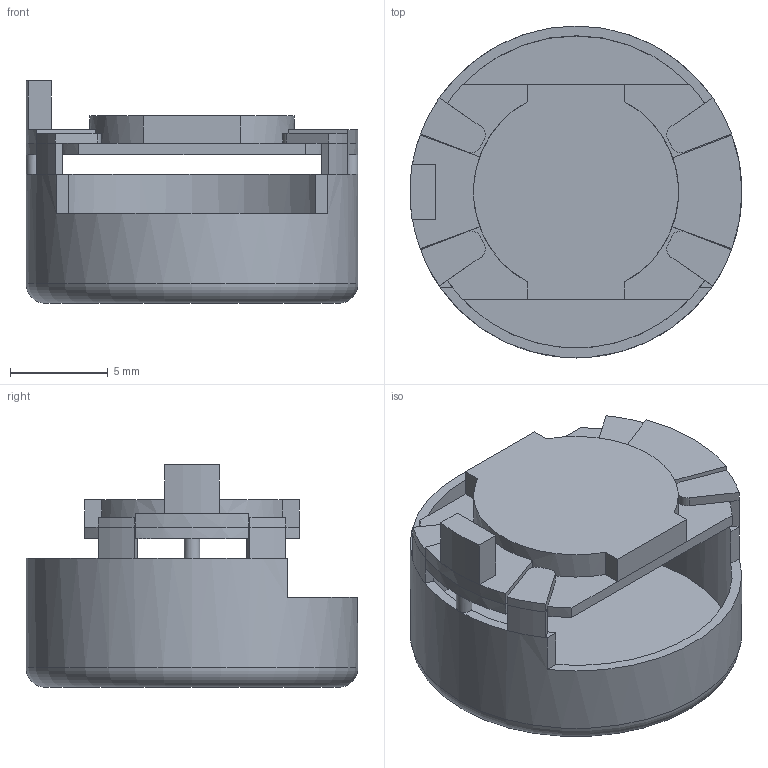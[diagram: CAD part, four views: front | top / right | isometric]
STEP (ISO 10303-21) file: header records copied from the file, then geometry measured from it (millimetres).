
FILE_DESCRIPTION(('FreeCAD Model'),'2;1');
FILE_NAME('RV16AF_01_Body.step','2019-06-15T19:51:35',(''),('') ,'Open CASCADE STEP processor 7.3','FreeCAD','Unknown');
FILE_SCHEMA(('AUTOMOTIVE_DESIGN { 1 0 10303 214 1 1 1 1 }'));
Length unit declared in the file: millimetre
Products named in the file (1): Housing
Bounding box: 17 x 17 x 11.4 mm (x, y, z)
Volume: 442.1 mm3; surface area: 1562.8 mm2
Topology: 1 solids, 1 shells, 109 faces, 286 edges, 170 vertices
Faces by surface type: plane 68, cylinder 40, torus 1
Full cylindrical faces by diameter (mm): 0.8 x2, 10 x1, 16 x1, 17 x1
Entity records: 3360 total; most frequent: DIRECTION 617, ORIENTED_EDGE 572, CARTESIAN_POINT 566, EDGE_CURVE 286, AXIS2_PLACEMENT_3D 221, LINE 175, VECTOR 175, VERTEX_POINT 170
